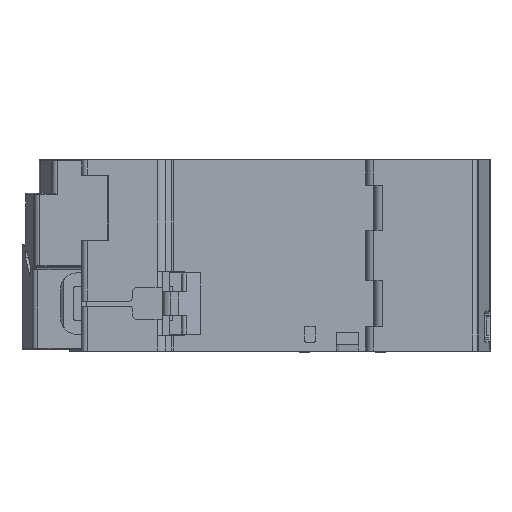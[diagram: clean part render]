
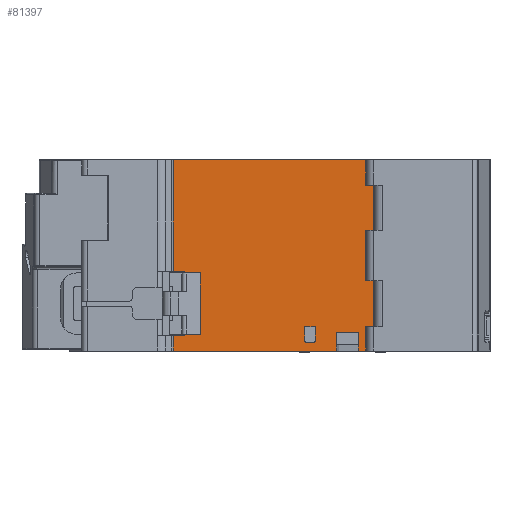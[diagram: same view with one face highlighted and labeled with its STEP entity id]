
A CAD part, front view. The second image highlights one B-rep face of the part: STEP entity #81397.
In plain terms, the highlighted planar face has unit normal (0, -1, 0).
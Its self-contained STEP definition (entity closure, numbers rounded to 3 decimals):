
#1768=DIRECTION('',(0.,0.,1.));
#1769=VECTOR('',#1768,35.3);
#1770=CARTESIAN_POINT('',(57.8,13.083,-17.5));
#1771=LINE('',#1770,#1769);
#1796=DIRECTION('',(0.,0.,1.));
#1797=VECTOR('',#1796,20.6);
#1798=CARTESIAN_POINT('',(20.8,13.083,-2.8));
#1799=LINE('',#1798,#1797);
#1800=DIRECTION('',(1.,0.,0.));
#1801=VECTOR('',#1800,37.);
#1802=CARTESIAN_POINT('',(20.8,13.083,17.8));
#1803=LINE('',#1802,#1801);
#1804=DIRECTION('',(0.,0.,-1.));
#1805=VECTOR('',#1804,3.35);
#1806=CARTESIAN_POINT('',(50.856,13.083,-14.15));
#1807=LINE('',#1806,#1805);
#1808=DIRECTION('',(0.,0.,1.));
#1809=VECTOR('',#1808,2.8);
#1810=CARTESIAN_POINT('',(20.8,13.083,-17.5));
#1811=LINE('',#1810,#1809);
#1812=DIRECTION('',(1.,0.,0.));
#1813=VECTOR('',#1812,2.);
#1814=CARTESIAN_POINT('',(20.8,13.083,-14.7));
#1815=LINE('',#1814,#1813);
#1816=DIRECTION('',(1.,0.,0.));
#1817=VECTOR('',#1816,0.316);
#1818=CARTESIAN_POINT('',(22.8,13.083,-14.4));
#1819=LINE('',#1818,#1817);
#1820=DIRECTION('',(0.,0.,-1.));
#1821=VECTOR('',#1820,11.3);
#1822=CARTESIAN_POINT('',(23.116,13.083,-3.1));
#1823=LINE('',#1822,#1821);
#1824=DIRECTION('',(1.,0.,0.));
#1825=VECTOR('',#1824,0.316);
#1826=CARTESIAN_POINT('',(22.8,13.083,-3.1));
#1827=LINE('',#1826,#1825);
#1828=DIRECTION('',(-1.,0.,0.));
#1829=VECTOR('',#1828,2.);
#1830=CARTESIAN_POINT('',(22.8,13.083,-2.8));
#1831=LINE('',#1830,#1829);
#1832=DIRECTION('',(-1.,0.,0.));
#1833=VECTOR('',#1832,2.);
#1834=CARTESIAN_POINT('',(47.,13.083,-13.));
#1835=LINE('',#1834,#1833);
#1836=DIRECTION('',(0.,0.,-1.));
#1837=VECTOR('',#1836,2.5);
#1838=CARTESIAN_POINT('',(45.,13.083,-13.));
#1839=LINE('',#1838,#1837);
#1840=CARTESIAN_POINT('',(45.5,13.083,-15.5));
#1841=DIRECTION('',(0.,-1.,0.));
#1842=DIRECTION('',(-1.,0.,0.));
#1843=AXIS2_PLACEMENT_3D('',#1840,#1841,#1842);
#1845=CARTESIAN_POINT('',(46.5,13.083,-15.5));
#1846=DIRECTION('',(0.,-1.,0.));
#1847=DIRECTION('',(0.,0.,-1.));
#1848=AXIS2_PLACEMENT_3D('',#1845,#1846,#1847);
#4204=DIRECTION('',(0.,0.,-1.));
#4205=VECTOR('',#4204,0.3);
#4206=CARTESIAN_POINT('',(22.8,13.083,-14.4));
#4207=LINE('',#4206,#4205);
#4376=DIRECTION('',(1.,0.,0.));
#4377=VECTOR('',#4376,30.056);
#4378=CARTESIAN_POINT('',(20.8,13.083,-17.5));
#4379=LINE('',#4378,#4377);
#4392=DIRECTION('',(1.,0.,0.));
#4393=VECTOR('',#4392,2.883);
#4394=CARTESIAN_POINT('',(54.917,13.083,-17.5));
#4395=LINE('',#4394,#4393);
#51580=DIRECTION('',(0.,0.,-1.));
#51581=VECTOR('',#51580,3.35);
#51582=CARTESIAN_POINT('',(54.917,13.083,-14.15));
#51583=LINE('',#51582,#51581);
#51600=DIRECTION('',(1.,0.,0.));
#51601=VECTOR('',#51600,4.062);
#51602=CARTESIAN_POINT('',(50.856,13.083,-14.15));
#51603=LINE('',#51602,#51601);
#52593=DIRECTION('',(0.,0.,-1.));
#52594=VECTOR('',#52593,0.3);
#52595=CARTESIAN_POINT('',(22.8,13.083,-2.8));
#52596=LINE('',#52595,#52594);
#57250=DIRECTION('',(0.,0.,-1.));
#57251=VECTOR('',#57250,2.5);
#57252=CARTESIAN_POINT('',(47.,13.083,-13.));
#57253=LINE('',#57252,#57251);
#57336=DIRECTION('',(-1.,0.,0.));
#57337=VECTOR('',#57336,1.);
#57338=CARTESIAN_POINT('',(46.5,13.083,-16.));
#57339=LINE('',#57338,#57337);
#62004=CARTESIAN_POINT('',(20.8,13.083,-17.5));
#62005=VERTEX_POINT('',#62004);
#62006=CARTESIAN_POINT('',(50.856,13.083,-17.5));
#62007=VERTEX_POINT('',#62006);
#62012=CARTESIAN_POINT('',(54.917,13.083,-17.5));
#62013=VERTEX_POINT('',#62012);
#62014=CARTESIAN_POINT('',(57.8,13.083,-17.5));
#62015=VERTEX_POINT('',#62014);
#64531=CARTESIAN_POINT('',(22.8,13.083,-14.7));
#64532=VERTEX_POINT('',#64531);
#64533=CARTESIAN_POINT('',(20.8,13.083,-14.7));
#64534=VERTEX_POINT('',#64533);
#64575=CARTESIAN_POINT('',(46.5,13.083,-16.));
#64576=CARTESIAN_POINT('',(45.5,13.083,-16.));
#64577=VERTEX_POINT('',#64575);
#64578=VERTEX_POINT('',#64576);
#64579=CARTESIAN_POINT('',(47.,13.083,-15.5));
#64580=VERTEX_POINT('',#64579);
#64581=CARTESIAN_POINT('',(54.917,13.083,-14.15));
#64582=VERTEX_POINT('',#64581);
#64583=CARTESIAN_POINT('',(50.856,13.083,-14.15));
#64584=VERTEX_POINT('',#64583);
#64585=CARTESIAN_POINT('',(45.,13.083,-15.5));
#64586=VERTEX_POINT('',#64585);
#68455=CARTESIAN_POINT('',(47.,13.083,-13.));
#68456=VERTEX_POINT('',#68455);
#68457=CARTESIAN_POINT('',(45.,13.083,-13.));
#68458=VERTEX_POINT('',#68457);
#70063=CARTESIAN_POINT('',(20.8,13.083,-2.8));
#70064=VERTEX_POINT('',#70063);
#70065=CARTESIAN_POINT('',(22.8,13.083,-2.8));
#70066=VERTEX_POINT('',#70065);
#71477=CARTESIAN_POINT('',(22.8,13.083,-3.1));
#71478=CARTESIAN_POINT('',(23.116,13.083,-3.1));
#71479=VERTEX_POINT('',#71477);
#71480=VERTEX_POINT('',#71478);
#71481=CARTESIAN_POINT('',(22.8,13.083,-14.4));
#71482=CARTESIAN_POINT('',(23.116,13.083,-14.4));
#71483=VERTEX_POINT('',#71481);
#71484=VERTEX_POINT('',#71482);
#74926=CARTESIAN_POINT('',(57.8,13.083,17.8));
#74927=VERTEX_POINT('',#74926);
#74928=CARTESIAN_POINT('',(20.8,13.083,17.8));
#74929=VERTEX_POINT('',#74928);
#81345=CARTESIAN_POINT('',(1.9,13.083,-13.));
#81346=DIRECTION('',(0.,-1.,0.));
#81347=DIRECTION('',(1.,0.,0.));
#81348=AXIS2_PLACEMENT_3D('',#81345,#81346,#81347);
#81349=PLANE('',#81348);
#81351=ORIENTED_EDGE('',*,*,#81350,.T.);
#81353=ORIENTED_EDGE('',*,*,#81352,.T.);
#81354=ORIENTED_EDGE('',*,*,#81319,.F.);
#81356=ORIENTED_EDGE('',*,*,#81355,.F.);
#81358=ORIENTED_EDGE('',*,*,#81357,.F.);
#81360=ORIENTED_EDGE('',*,*,#81359,.F.);
#81362=ORIENTED_EDGE('',*,*,#81361,.T.);
#81364=ORIENTED_EDGE('',*,*,#81363,.F.);
#81366=ORIENTED_EDGE('',*,*,#81365,.T.);
#81368=ORIENTED_EDGE('',*,*,#81367,.T.);
#81370=ORIENTED_EDGE('',*,*,#81369,.F.);
#81372=ORIENTED_EDGE('',*,*,#81371,.T.);
#81374=ORIENTED_EDGE('',*,*,#81373,.F.);
#81376=ORIENTED_EDGE('',*,*,#81375,.F.);
#81378=ORIENTED_EDGE('',*,*,#81377,.F.);
#81380=ORIENTED_EDGE('',*,*,#81379,.T.);
#81381=EDGE_LOOP('',(#81351,#81353,#81354,#81356,#81358,#81360,#81362,#81364,
#81366,#81368,#81370,#81372,#81374,#81376,#81378,#81380));
#81382=FACE_OUTER_BOUND('',#81381,.F.);
#81384=ORIENTED_EDGE('',*,*,#81383,.F.);
#81386=ORIENTED_EDGE('',*,*,#81385,.T.);
#81388=ORIENTED_EDGE('',*,*,#81387,.T.);
#81390=ORIENTED_EDGE('',*,*,#81389,.T.);
#81392=ORIENTED_EDGE('',*,*,#81391,.F.);
#81394=ORIENTED_EDGE('',*,*,#81393,.T.);
#81395=EDGE_LOOP('',(#81384,#81386,#81388,#81390,#81392,#81394));
#81396=FACE_BOUND('',#81395,.F.);
#81397=ADVANCED_FACE('',(#81382,#81396),#81349,.T.);
#1844=CIRCLE('',#1843,0.5);
#1849=CIRCLE('',#1848,0.5);
#81319=EDGE_CURVE('',#62015,#74927,#1771,.T.);
#81350=EDGE_CURVE('',#70064,#74929,#1799,.T.);
#81352=EDGE_CURVE('',#74929,#74927,#1803,.T.);
#81355=EDGE_CURVE('',#62013,#62015,#4395,.T.);
#81357=EDGE_CURVE('',#64582,#62013,#51583,.T.);
#81359=EDGE_CURVE('',#64584,#64582,#51603,.T.);
#81361=EDGE_CURVE('',#64584,#62007,#1807,.T.);
#81363=EDGE_CURVE('',#62005,#62007,#4379,.T.);
#81365=EDGE_CURVE('',#62005,#64534,#1811,.T.);
#81367=EDGE_CURVE('',#64534,#64532,#1815,.T.);
#81369=EDGE_CURVE('',#71483,#64532,#4207,.T.);
#81371=EDGE_CURVE('',#71483,#71484,#1819,.T.);
#81373=EDGE_CURVE('',#71480,#71484,#1823,.T.);
#81375=EDGE_CURVE('',#71479,#71480,#1827,.T.);
#81377=EDGE_CURVE('',#70066,#71479,#52596,.T.);
#81379=EDGE_CURVE('',#70066,#70064,#1831,.T.);
#81383=EDGE_CURVE('',#68456,#64580,#57253,.T.);
#81385=EDGE_CURVE('',#68456,#68458,#1835,.T.);
#81387=EDGE_CURVE('',#68458,#64586,#1839,.T.);
#81389=EDGE_CURVE('',#64586,#64578,#1844,.T.);
#81391=EDGE_CURVE('',#64577,#64578,#57339,.T.);
#81393=EDGE_CURVE('',#64577,#64580,#1849,.T.);
